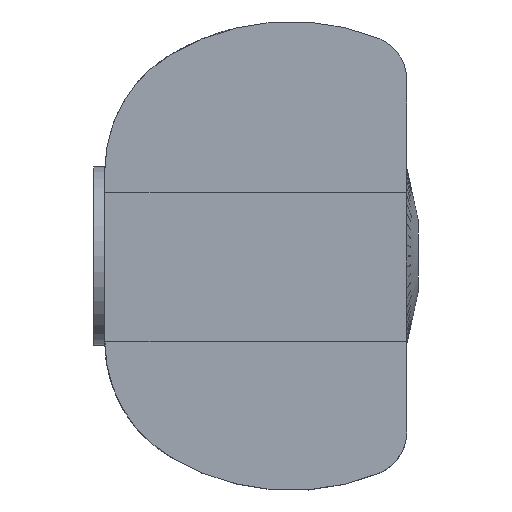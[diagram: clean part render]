
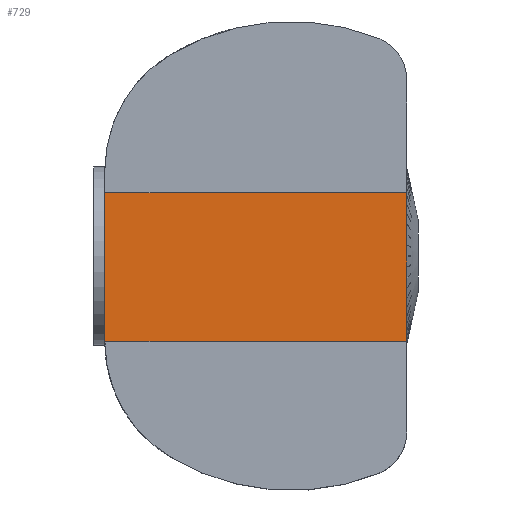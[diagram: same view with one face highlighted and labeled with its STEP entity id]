
A CAD part, top view. The second image highlights one B-rep face of the part: STEP entity #729.
In plain terms, the highlighted planar face has unit normal (0, 0, 1).
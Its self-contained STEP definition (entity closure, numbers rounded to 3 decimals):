
#466=PLANE('',#5642);
#729=ADVANCED_FACE('',(#1064),#466,.F.);
#1064=FACE_OUTER_BOUND('',#1361,.T.);
#1361=EDGE_LOOP('',(#2531,#2532,#2533,#2534));
#1684=LINE('',#7566,#2044);
#1722=LINE('',#7708,#2082);
#1725=LINE('',#7714,#2085);
#1726=LINE('',#7716,#2086);
#2044=VECTOR('',#6180,1.);
#2082=VECTOR('',#6272,1.);
#2085=VECTOR('',#6279,1.);
#2086=VECTOR('',#6282,1.);
#2531=ORIENTED_EDGE('',*,*,#4687,.F.);
#2532=ORIENTED_EDGE('',*,*,#4691,.T.);
#2533=ORIENTED_EDGE('',*,*,#4627,.F.);
#2534=ORIENTED_EDGE('',*,*,#4690,.F.);
#4075=VERTEX_POINT('',#7567);
#4076=VERTEX_POINT('',#7568);
#4123=VERTEX_POINT('',#7707);
#4124=VERTEX_POINT('',#7709);
#4627=EDGE_CURVE('',#4075,#4076,#1684,.T.);
#4687=EDGE_CURVE('',#4123,#4124,#1722,.T.);
#4690=EDGE_CURVE('',#4124,#4075,#1725,.T.);
#4691=EDGE_CURVE('',#4123,#4076,#1726,.T.);
#5642=AXIS2_PLACEMENT_3D('',#7718,#6285,#6286);
#6180=DIRECTION('',(0.,-1.,0.));
#6272=DIRECTION('',(0.,1.,0.));
#6279=DIRECTION('',(1.,0.,0.));
#6282=DIRECTION('',(1.,0.,0.));
#6285=DIRECTION('',(0.,0.,-1.));
#6286=DIRECTION('',(-1.,0.,0.));
#7566=CARTESIAN_POINT('',(21.4,0.,5.8));
#7567=CARTESIAN_POINT('',(21.4,8.495,5.8));
#7568=CARTESIAN_POINT('',(21.4,-11.505,5.8));
#7707=CARTESIAN_POINT('',(-19.145,-11.505,5.8));
#7708=CARTESIAN_POINT('',(-19.145,0.,5.8));
#7709=CARTESIAN_POINT('',(-19.145,8.495,5.8));
#7714=CARTESIAN_POINT('',(0.,8.495,5.8));
#7716=CARTESIAN_POINT('',(-40.929,-11.505,5.8));
#7718=CARTESIAN_POINT('',(0.,0.,5.8));
